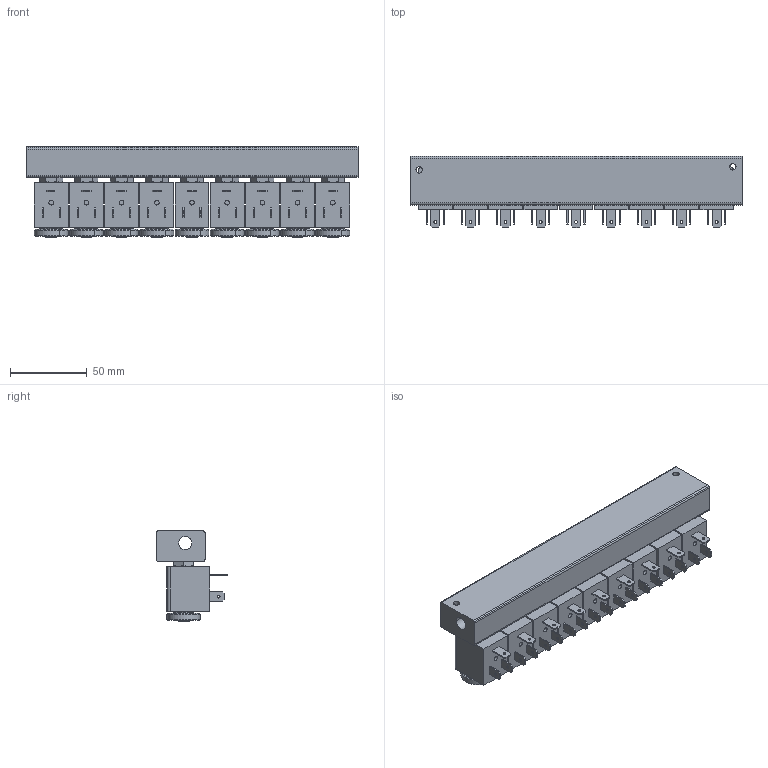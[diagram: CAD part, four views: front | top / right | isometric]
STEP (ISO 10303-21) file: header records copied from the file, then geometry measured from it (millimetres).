
FILE_DESCRIPTION((''),'2;1');
FILE_NAME('00_079_3.stp','2003-01-02T01:12:32',('Branislav Petkovic'),('AZ Pneumatica'),'AutoCAD STEP 2000i','AutoCAD 2000i','Via J. F. Kennedy, 26, 20020 Misinto (MI), ITALY');
FILE_SCHEMA(('CONFIG_CONTROL_DESIGN'));
Length unit declared in the file: millimetre
Products named in the file (10): 00_079_3; PART2; KOTVA I MAGNET; SIPKA; PODLOSKA; STEZAC; MAGNET; PART1; 521 LL90; PART1A
Assembly tree (15 placements, depth 4):
  00_079_3
    PART2
    KOTVA I MAGNET  x9
      SIPKA
      PODLOSKA
      STEZAC
      MAGNET
        PART1
  521 LL90
  PART1A
Bounding box: 217 x 46.9 x 59 mm (x, y, z)
Surface area: 105933.5 mm2 (no closed solid volume)
Topology: 0 solids, 37 shells, 1007 faces, 2415 edges, 1574 vertices
Faces by surface type: plane 467, cylinder 342, cone 180, torus 18
Entity records: 5860 total; most frequent: CARTESIAN_POINT 1194, DIRECTION 986, ORIENTED_EDGE 842, EDGE_CURVE 421, AXIS2_PLACEMENT_3D 390, VERTEX_POINT 278, EDGE_LOOP 231, VECTOR 206
